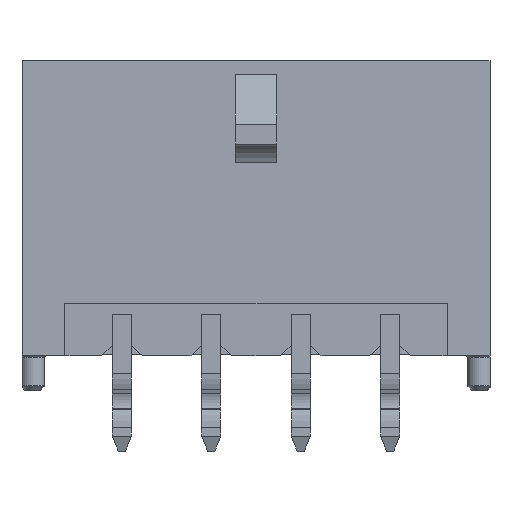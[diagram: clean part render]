
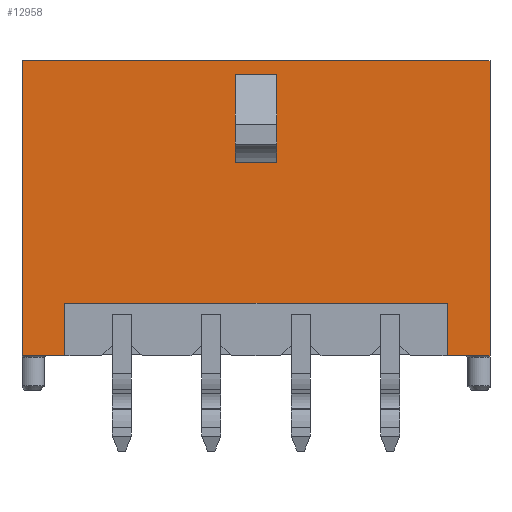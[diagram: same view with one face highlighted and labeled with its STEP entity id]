
A CAD part, front view. The second image highlights one B-rep face of the part: STEP entity #12958.
In plain terms, the highlighted face is planar.
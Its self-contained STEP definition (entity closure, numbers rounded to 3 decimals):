
#1262=ORIENTED_EDGE('',*,*,#3470,.F.);
#1263=ORIENTED_EDGE('',*,*,#3730,.F.);
#1264=ORIENTED_EDGE('',*,*,#3731,.T.);
#1265=ORIENTED_EDGE('',*,*,#3732,.T.);
#1266=ORIENTED_EDGE('',*,*,#3733,.F.);
#1267=ORIENTED_EDGE('',*,*,#3734,.F.);
#1268=ORIENTED_EDGE('',*,*,#3465,.F.);
#1269=ORIENTED_EDGE('',*,*,#3468,.F.);
#1270=ORIENTED_EDGE('',*,*,#3437,.T.);
#1271=ORIENTED_EDGE('',*,*,#3444,.T.);
#1272=ORIENTED_EDGE('',*,*,#3433,.F.);
#1273=ORIENTED_EDGE('',*,*,#3442,.F.);
#3433=EDGE_CURVE('',#4744,#4745,#5676,.T.);
#3437=EDGE_CURVE('',#4748,#4749,#5679,.T.);
#3442=EDGE_CURVE('',#4748,#4744,#5683,.T.);
#3444=EDGE_CURVE('',#4749,#4745,#5685,.T.);
#3465=EDGE_CURVE('',#4764,#4765,#5706,.T.);
#3468=EDGE_CURVE('',#4766,#4764,#5709,.T.);
#3470=EDGE_CURVE('',#4767,#4766,#5711,.T.);
#3730=EDGE_CURVE('',#4940,#4767,#5971,.T.);
#3731=EDGE_CURVE('',#4940,#4941,#5972,.T.);
#3732=EDGE_CURVE('',#4941,#4942,#5973,.T.);
#3733=EDGE_CURVE('',#4943,#4942,#5974,.T.);
#3734=EDGE_CURVE('',#4765,#4943,#5975,.T.);
#4744=VERTEX_POINT('',#17330);
#4745=VERTEX_POINT('',#17331);
#4748=VERTEX_POINT('',#17339);
#4749=VERTEX_POINT('',#17340);
#4764=VERTEX_POINT('',#17388);
#4765=VERTEX_POINT('',#17389);
#4766=VERTEX_POINT('',#17394);
#4767=VERTEX_POINT('',#17398);
#4940=VERTEX_POINT('',#17905);
#4941=VERTEX_POINT('',#17907);
#4942=VERTEX_POINT('',#17909);
#4943=VERTEX_POINT('',#17911);
#5676=LINE('',#17329,#6939);
#5679=LINE('',#17338,#6942);
#5683=LINE('',#17348,#6946);
#5685=LINE('',#17352,#6948);
#5706=LINE('',#17387,#6969);
#5709=LINE('',#17393,#6972);
#5711=LINE('',#17397,#6974);
#5971=LINE('',#17904,#7234);
#5972=LINE('',#17906,#7235);
#5973=LINE('',#17908,#7236);
#5974=LINE('',#17910,#7237);
#5975=LINE('',#17912,#7238);
#6939=VECTOR('',#14552,1000.);
#6942=VECTOR('',#14559,1000.);
#6946=VECTOR('',#14567,1000.);
#6948=VECTOR('',#14573,1000.);
#6969=VECTOR('',#14598,1000.);
#6972=VECTOR('',#14603,1000.);
#6974=VECTOR('',#14607,1000.);
#7234=VECTOR('',#15015,1000.);
#7235=VECTOR('',#15016,1000.);
#7236=VECTOR('',#15017,1000.);
#7237=VECTOR('',#15018,1000.);
#7238=VECTOR('',#15019,1000.);
#8002=EDGE_LOOP('',(#1262,#1263,#1264,#1265,#1266,#1267,#1268,#1269));
#8003=EDGE_LOOP('',(#1270,#1271,#1272,#1273));
#8521=FACE_BOUND('',#8002,.T.);
#8522=FACE_BOUND('',#8003,.T.);
#9013=PLANE('',#13491);
#12958=ADVANCED_FACE('',(#8521,#8522),#9013,.T.);
#13491=AXIS2_PLACEMENT_3D('',#17903,#15013,#15014);
#14552=DIRECTION('',(0.,0.,1.));
#14559=DIRECTION('',(0.,0.,1.));
#14567=DIRECTION('',(0.,-1.,0.));
#14573=DIRECTION('',(0.,-1.,0.));
#14598=DIRECTION('',(0.,0.,-1.));
#14603=DIRECTION('',(0.,1.,0.));
#14607=DIRECTION('',(0.,0.,1.));
#15013=DIRECTION('',(-1.,0.,0.));
#15014=DIRECTION('',(0.,0.,1.));
#15015=DIRECTION('',(0.,1.,0.));
#15016=DIRECTION('',(0.,0.,1.));
#15017=DIRECTION('',(0.,1.,0.));
#15018=DIRECTION('',(0.,0.,1.));
#15019=DIRECTION('',(0.,1.,0.));
#17329=CARTESIAN_POINT('',(-3.43,-0.7,1.53));
#17330=CARTESIAN_POINT('',(-3.43,-0.7,1.53));
#17331=CARTESIAN_POINT('',(-3.43,-0.7,4.485));
#17338=CARTESIAN_POINT('',(-3.43,0.7,1.53));
#17339=CARTESIAN_POINT('',(-3.43,0.7,1.53));
#17340=CARTESIAN_POINT('',(-3.43,0.7,4.485));
#17348=CARTESIAN_POINT('',(-3.43,0.7,1.53));
#17352=CARTESIAN_POINT('',(-3.43,0.7,4.485));
#17387=CARTESIAN_POINT('',(-3.43,6.41,-3.19));
#17388=CARTESIAN_POINT('',(-3.43,6.41,-3.19));
#17389=CARTESIAN_POINT('',(-3.43,6.41,-4.95));
#17393=CARTESIAN_POINT('',(-3.43,-6.41,-3.19));
#17394=CARTESIAN_POINT('',(-3.43,-6.41,-3.19));
#17397=CARTESIAN_POINT('',(-3.43,-6.41,-4.95));
#17398=CARTESIAN_POINT('',(-3.43,-6.41,-4.95));
#17903=CARTESIAN_POINT('',(-3.43,-7.85,-4.95));
#17904=CARTESIAN_POINT('',(-3.43,-7.85,-4.95));
#17905=CARTESIAN_POINT('',(-3.43,-7.85,-4.95));
#17906=CARTESIAN_POINT('',(-3.43,-7.85,-4.95));
#17907=CARTESIAN_POINT('',(-3.43,-7.85,4.95));
#17908=CARTESIAN_POINT('',(-3.43,-7.85,4.95));
#17909=CARTESIAN_POINT('',(-3.43,7.85,4.95));
#17910=CARTESIAN_POINT('',(-3.43,7.85,-4.95));
#17911=CARTESIAN_POINT('',(-3.43,7.85,-4.95));
#17912=CARTESIAN_POINT('',(-3.43,-7.85,-4.95));
